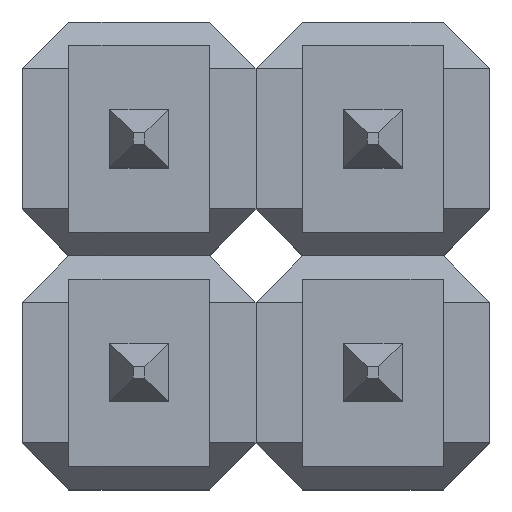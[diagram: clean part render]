
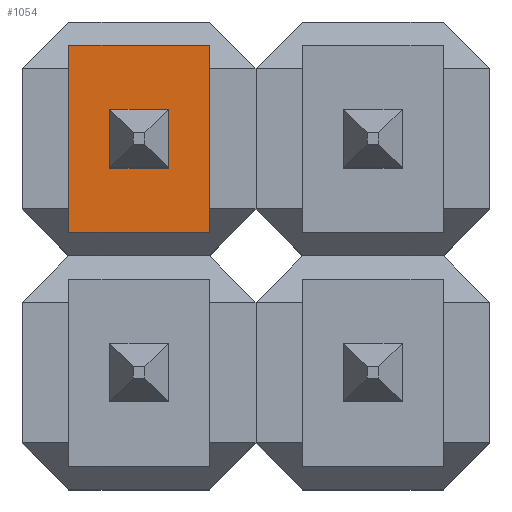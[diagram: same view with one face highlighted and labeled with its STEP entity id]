
A CAD part, top view. The second image highlights one B-rep face of the part: STEP entity #1054.
In plain terms, the highlighted planar face has unit normal (0, 0, 1).
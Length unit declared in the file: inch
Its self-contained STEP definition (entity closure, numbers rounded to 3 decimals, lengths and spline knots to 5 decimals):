
#1025=FACE_BOUND('',#1455,.T.);
#1026=FACE_BOUND('',#1456,.T.);
#1054=ADVANCED_FACE('',(#1025,#1026),#1190,.F.);
#1190=PLANE('',#3351);
#1455=EDGE_LOOP('',(#1659,#1660,#1661,#1662));
#1456=EDGE_LOOP('',(#1663,#1664,#1665,#1666));
#1659=ORIENTED_EDGE('',*,*,#2441,.T.);
#1660=ORIENTED_EDGE('',*,*,#2442,.T.);
#1661=ORIENTED_EDGE('',*,*,#2443,.T.);
#1662=ORIENTED_EDGE('',*,*,#2444,.T.);
#1663=ORIENTED_EDGE('',*,*,#2404,.T.);
#1664=ORIENTED_EDGE('',*,*,#2439,.T.);
#1665=ORIENTED_EDGE('',*,*,#2410,.T.);
#1666=ORIENTED_EDGE('',*,*,#2440,.T.);
#2211=VERTEX_POINT('',#4069);
#2212=VERTEX_POINT('',#4071);
#2217=VERTEX_POINT('',#4083);
#2218=VERTEX_POINT('',#4084);
#2235=VERTEX_POINT('',#4145);
#2236=VERTEX_POINT('',#4146);
#2237=VERTEX_POINT('',#4148);
#2238=VERTEX_POINT('',#4150);
#2404=EDGE_CURVE('',#2212,#2211,#2716,.T.);
#2410=EDGE_CURVE('',#2217,#2218,#2722,.T.);
#2439=EDGE_CURVE('',#2211,#2217,#2751,.T.);
#2440=EDGE_CURVE('',#2218,#2212,#2752,.T.);
#2441=EDGE_CURVE('',#2235,#2236,#2753,.T.);
#2442=EDGE_CURVE('',#2236,#2237,#2754,.T.);
#2443=EDGE_CURVE('',#2237,#2238,#2755,.T.);
#2444=EDGE_CURVE('',#2238,#2235,#2756,.T.);
#2716=LINE('',#4070,#3028);
#2722=LINE('',#4082,#3034);
#2751=LINE('',#4140,#3063);
#2752=LINE('',#4142,#3064);
#2753=LINE('',#4144,#3065);
#2754=LINE('',#4147,#3066);
#2755=LINE('',#4149,#3067);
#2756=LINE('',#4151,#3068);
#3028=VECTOR('',#3481,1.);
#3034=VECTOR('',#3489,1.);
#3063=VECTOR('',#3540,1.);
#3064=VECTOR('',#3543,1.);
#3065=VECTOR('',#3546,1.);
#3066=VECTOR('',#3547,1.);
#3067=VECTOR('',#3548,1.);
#3068=VECTOR('',#3549,1.);
#3351=AXIS2_PLACEMENT_3D('',#4152,#3550,#3551);
#3481=DIRECTION('',(-1.,0.,0.));
#3489=DIRECTION('',(1.,0.,0.));
#3540=DIRECTION('',(0.,-1.,0.));
#3543=DIRECTION('',(0.,1.,0.));
#3546=DIRECTION('',(-1.,0.,0.));
#3547=DIRECTION('',(0.,1.,0.));
#3548=DIRECTION('',(1.,0.,0.));
#3549=DIRECTION('',(0.,-1.,0.));
#3550=DIRECTION('',(0.,0.,-1.));
#3551=DIRECTION('',(-1.,0.,0.));
#4069=CARTESIAN_POINT('',(-0.03,0.14,0.09));
#4070=CARTESIAN_POINT('',(0.,0.14,0.09));
#4071=CARTESIAN_POINT('',(0.03,0.14,0.09));
#4082=CARTESIAN_POINT('',(0.,0.06,0.09));
#4083=CARTESIAN_POINT('',(-0.03,0.06,0.09));
#4084=CARTESIAN_POINT('',(0.03,0.06,0.09));
#4140=CARTESIAN_POINT('',(-0.03,0.05,0.09));
#4142=CARTESIAN_POINT('',(0.03,0.15,0.09));
#4144=CARTESIAN_POINT('',(0.,0.0875,0.09));
#4145=CARTESIAN_POINT('',(0.0125,0.0875,0.09));
#4146=CARTESIAN_POINT('',(-0.0125,0.0875,0.09));
#4147=CARTESIAN_POINT('',(-0.0125,0.,0.09));
#4148=CARTESIAN_POINT('',(-0.0125,0.1125,0.09));
#4149=CARTESIAN_POINT('',(0.,0.1125,0.09));
#4150=CARTESIAN_POINT('',(0.0125,0.1125,0.09));
#4151=CARTESIAN_POINT('',(0.0125,0.,0.09));
#4152=CARTESIAN_POINT('',(0.,0.,0.09));
